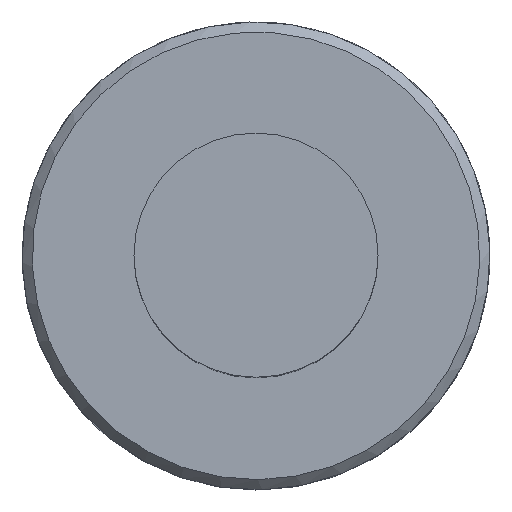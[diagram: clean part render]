
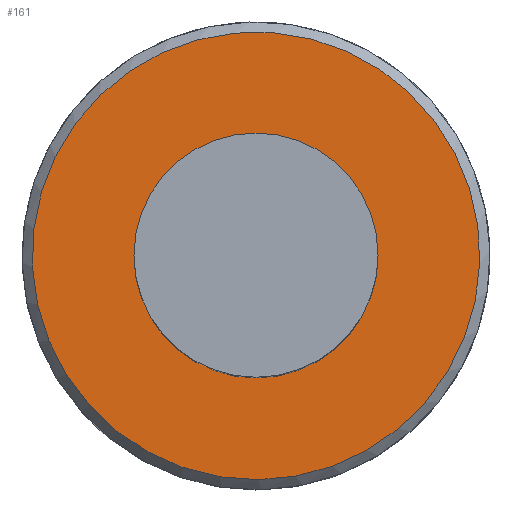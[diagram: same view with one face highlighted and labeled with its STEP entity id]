
A CAD part, top view. The second image highlights one B-rep face of the part: STEP entity #161.
In plain terms, the highlighted planar face has unit normal (0, 0, 1).
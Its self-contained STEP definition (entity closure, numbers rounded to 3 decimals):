
#161=ADVANCED_FACE('',(#198),#180,.F.);
#180=PLANE('',#501);
#198=FACE_OUTER_BOUND('',#232,.T.);
#232=EDGE_LOOP('',(#309));
#309=ORIENTED_EDGE('',*,*,#421,.T.);
#376=VERTEX_POINT('',#794);
#421=EDGE_CURVE('',#376,#376,#443,.T.);
#443=CIRCLE('',#499,11.);
#499=AXIS2_PLACEMENT_3D('',#793,#603,#604);
#501=AXIS2_PLACEMENT_3D('',#796,#607,#608);
#603=DIRECTION('',(0.,0.,1.));
#604=DIRECTION('',(0.635,-0.773,0.));
#607=DIRECTION('',(0.,0.,-1.));
#608=DIRECTION('',(0.,-1.,0.));
#793=CARTESIAN_POINT('',(0.,0.,0.));
#794=CARTESIAN_POINT('',(6.982,-8.5,0.));
#796=CARTESIAN_POINT('',(0.,0.,0.));
